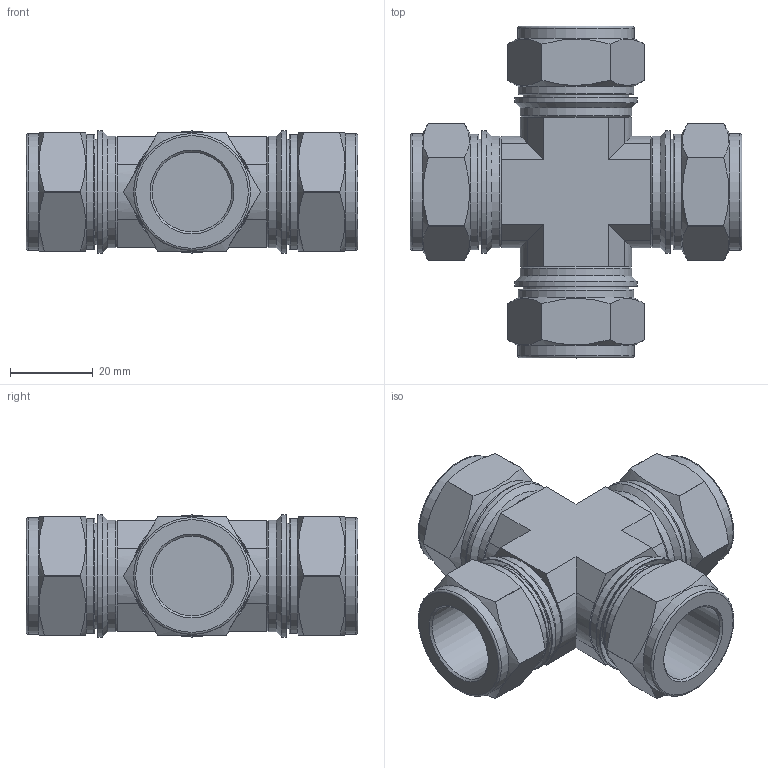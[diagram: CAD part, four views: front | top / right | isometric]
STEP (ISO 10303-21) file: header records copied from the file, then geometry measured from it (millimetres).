
FILE_DESCRIPTION(/* description */ (''),/* implementation_level */ '2;1');
FILE_NAME(/* name */ 'SUCI-12.stp',/* time_stamp */ '2022-07-08T15:33:01+09:00',/* author */ ('user'),/* organization */ (''),/* preprocessor_version */ 'ST-DEVELOPER v18.1',/* originating_system */ 'Autodesk Inventor 2022',/* authorisation */ '');
FILE_SCHEMA (('AUTOMOTIVE_DESIGN { 1 0 10303 214 3 1 1 }'));
Length unit declared in the file: millimetre
Products named in the file (1): SUC-12
Bounding box: 80.14 x 80.14 x 29.5 mm (x, y, z)
Volume: 58009.6 mm3; surface area: 24993.5 mm2
Topology: 1 solids, 1 shells, 170 faces, 400 edges, 252 vertices
Faces by surface type: plane 66, cylinder 64, cone 32, torus 8
Full cylindrical faces by diameter (mm): 19.25 x4, 23.8 x4, 24.2 x4, 25.4 x4, 26.9 x4, 27.8 x4, 28.2 x4, 29.5 x4
Entity records: 4881 total; most frequent: CARTESIAN_POINT 919, DIRECTION 870, ORIENTED_EDGE 800, EDGE_CURVE 400, AXIS2_PLACEMENT_3D 347, VERTEX_POINT 252, EDGE_LOOP 190, LINE 176
